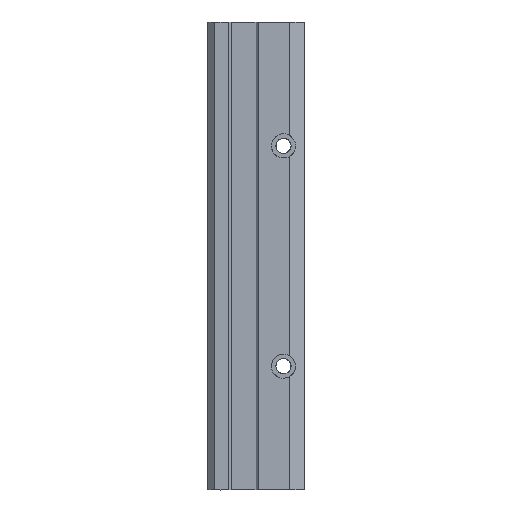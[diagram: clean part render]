
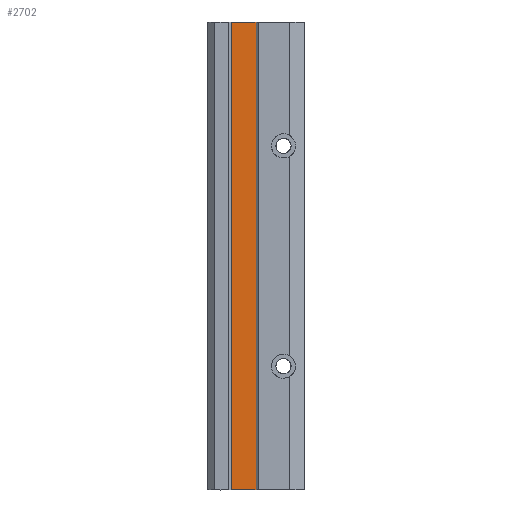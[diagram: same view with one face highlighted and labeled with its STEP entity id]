
A CAD part, left-side view. The second image highlights one B-rep face of the part: STEP entity #2702.
In plain terms, the highlighted free-form (B-spline) face has degree [1, 1] with [2, 2] control points.
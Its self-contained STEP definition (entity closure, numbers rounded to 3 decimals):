
#101 = CARTESIAN_POINT ( 'NONE',  ( -12., 26.5, 0. ) ) ;
#219 = VERTEX_POINT ( 'NONE', #2095 ) ;
#535 = B_SPLINE_CURVE_WITH_KNOTS ( 'NONE', 1,
 ( #2327, #2619 ),
 .UNSPECIFIED., .F., .F.,
 ( 2, 2 ),
 ( 0., 1. ),
 .UNSPECIFIED. ) ;
#674 = CARTESIAN_POINT ( 'NONE',  ( -12., 17.5, 0. ) ) ;
#743 = CARTESIAN_POINT ( 'NONE',  ( -12., 26.5, 0. ) ) ;
#848 = EDGE_LOOP ( 'NONE', ( #3157, #2906, #1302, #868 ) ) ;
#862 = CARTESIAN_POINT ( 'NONE',  ( -12., 17.5, -170. ) ) ;
#868 = ORIENTED_EDGE ( 'NONE', *, *, #2788, .T. ) ;
#991 = EDGE_CURVE ( 'NONE', #1036, #1700, #3347, .T. ) ;
#1036 = VERTEX_POINT ( 'NONE', #2538 ) ;
#1235 = EDGE_CURVE ( 'NONE', #219, #1570, #3106, .T. ) ;
#1302 = ORIENTED_EDGE ( 'NONE', *, *, #991, .F. ) ;
#1321 = CARTESIAN_POINT ( 'NONE',  ( -12., 17.5, -170. ) ) ;
#1538 = CARTESIAN_POINT ( 'NONE',  ( -12., 17.5, -170. ) ) ;
#1570 = VERTEX_POINT ( 'NONE', #862 ) ;
#1576 = CARTESIAN_POINT ( 'NONE',  ( -12., 17.5, 0. ) ) ;
#1700 = VERTEX_POINT ( 'NONE', #3139 ) ;
#2095 = CARTESIAN_POINT ( 'NONE',  ( -12., 26.5, -170. ) ) ;
#2151 = CARTESIAN_POINT ( 'NONE',  ( -12., 17.5, -170. ) ) ;
#2327 = CARTESIAN_POINT ( 'NONE',  ( -12., 26.5, 0. ) ) ;
#2456 = CARTESIAN_POINT ( 'NONE',  ( -12., 17.5, 0. ) ) ;
#2538 = CARTESIAN_POINT ( 'NONE',  ( -12., 26.5, 0. ) ) ;
#2619 = CARTESIAN_POINT ( 'NONE',  ( -12., 26.5, -170. ) ) ;
#2620 = B_SPLINE_SURFACE_WITH_KNOTS ( 'NONE', 1, 1, ( 
 ( #3093, #101 ),
 ( #1538, #674 ) ),
 .UNSPECIFIED., .F., .F., .F.,
 ( 2, 2 ),
 ( 2, 2 ),
 ( 0., 1. ),
 ( 0., 1. ),
 .UNSPECIFIED. ) ;
#2702 = ADVANCED_FACE ( 'NONE', ( #3225 ), #2620, .T. ) ;
#2737 = CARTESIAN_POINT ( 'NONE',  ( -12., 26.5, -170. ) ) ;
#2788 = EDGE_CURVE ( 'NONE', #1036, #219, #535, .T. ) ;
#2906 = ORIENTED_EDGE ( 'NONE', *, *, #3400, .T. ) ;
#3093 = CARTESIAN_POINT ( 'NONE',  ( -12., 26.5, -170. ) ) ;
#3106 = B_SPLINE_CURVE_WITH_KNOTS ( 'NONE', 1,
 ( #2737, #1321 ),
 .UNSPECIFIED., .F., .F.,
 ( 2, 2 ),
 ( 0., 1. ),
 .UNSPECIFIED. ) ;
#3139 = CARTESIAN_POINT ( 'NONE',  ( -12., 17.5, 0. ) ) ;
#3157 = ORIENTED_EDGE ( 'NONE', *, *, #1235, .T. ) ;
#3225 = FACE_OUTER_BOUND ( 'NONE', #848, .T. ) ;
#3347 = B_SPLINE_CURVE_WITH_KNOTS ( 'NONE', 1,
 ( #743, #2456 ),
 .UNSPECIFIED., .F., .F.,
 ( 2, 2 ),
 ( 0., 1. ),
 .UNSPECIFIED. ) ;
#3359 = B_SPLINE_CURVE_WITH_KNOTS ( 'NONE', 1,
 ( #2151, #1576 ),
 .UNSPECIFIED., .F., .F.,
 ( 2, 2 ),
 ( 0., 1. ),
 .UNSPECIFIED. ) ;
#3400 = EDGE_CURVE ( 'NONE', #1570, #1700, #3359, .T. ) ;
